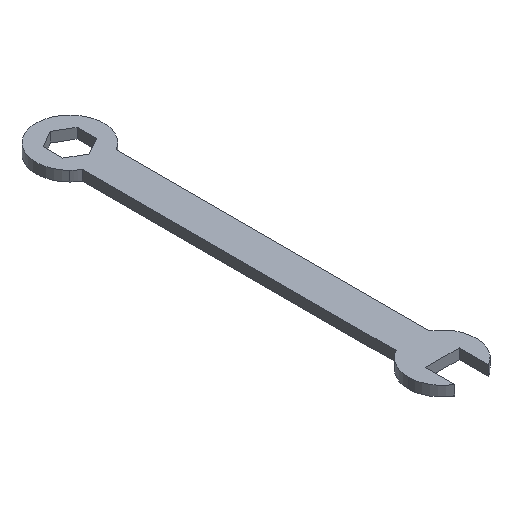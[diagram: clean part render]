
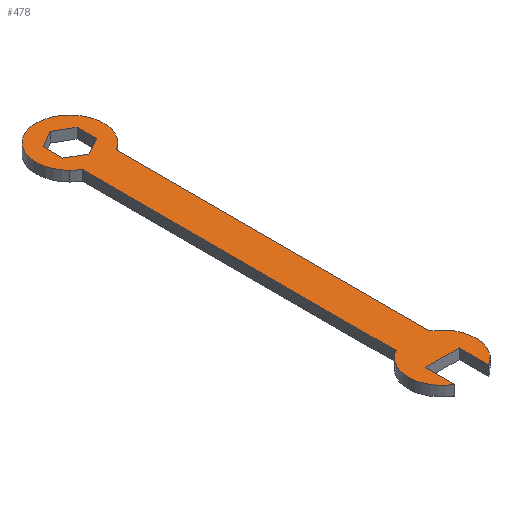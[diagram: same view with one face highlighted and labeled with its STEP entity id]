
A CAD part, isometric view. The second image highlights one B-rep face of the part: STEP entity #478.
In plain terms, the highlighted planar face has unit normal (0, 0, 1).
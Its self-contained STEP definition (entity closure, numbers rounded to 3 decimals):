
#11=CARTESIAN_POINT('POINT3',(7.5,-165.,0.));
#12=VERTEX_POINT('VERTEX3',#11);
#19=CARTESIAN_POINT('POINT4',(-7.5,-165.,0.));
#20=VERTEX_POINT('VERTEX4',#19);
#21=CARTESIAN_POINT('POS3',(3.75,-165.,0.));
#22=DIRECTION('DIR3',(1.,0.,0.));
#23=VECTOR('VEC3',#22,1.5);
#24=LINE('STRAIGHT3',#21,#23);
#25=EDGE_CURVE('EDGE3',#20,#12,#24,.T.);
#49=CARTESIAN_POINT('POINT6',(7.5,-177.99,0.))
   ;
#50=VERTEX_POINT('VERTEX6',#49);
#57=CARTESIAN_POINT('POS8',(7.5,-131.25,0.));
#58=DIRECTION('DIR9',(0.,-1.,0.));
#59=VECTOR('VEC7',#58,1.5);
#60=LINE('STRAIGHT7',#57,#59);
#61=EDGE_CURVE('EDGE7',#12,#50,#60,.T.);
#74=CARTESIAN_POINT('POINT8',(15.,-165.,0.));
#75=VERTEX_POINT('VERTEX8',#74);
#82=CARTESIAN_POINT('POS11',(0.,-165.,0.));
#83=DIRECTION('DIR13',(0.,0.,1.));
#84=DIRECTION('DIR14',(1.,0.,0.));
#85=AXIS2_PLACEMENT_3D('AXIS3',#82,#83,#84);
#86=CIRCLE('ELLIPSE1',#85,15.);
#87=EDGE_CURVE('EDGE9',#50,#75,#86,.T.);
#110=CARTESIAN_POINT('POINT10',(7.5,-152.01,0.
   ));
#111=VERTEX_POINT('VERTEX10',#110);
#118=EDGE_CURVE('EDGE13',#75,#111,#86,.T.);
#132=CARTESIAN_POINT('POINT12',(7.5,-12.99,0.
   ));
#133=VERTEX_POINT('VERTEX12',#132);
#140=CARTESIAN_POINT('POS17',(7.5,-82.5,0.));
#141=DIRECTION('DIR22',(0.,1.,0.));
#142=VECTOR('VEC12',#141,1.5);
#143=LINE('STRAIGHT12',#140,#142);
#144=EDGE_CURVE('EDGE16',#111,#133,#143,.T.);
#154=CARTESIAN_POINT('POINT13',(-15.,-165.,0.));
#155=VERTEX_POINT('VERTEX13',#154);
#164=CARTESIAN_POINT('POINT15',(-7.5,-152.01,
   0.));
#165=VERTEX_POINT('VERTEX15',#164);
#166=EDGE_CURVE('EDGE18',#165,#155,#86,.T.);
#186=CARTESIAN_POINT('POINT18',(-7.5,-177.99,
   0.));
#187=VERTEX_POINT('VERTEX18',#186);
#194=EDGE_CURVE('EDGE23',#155,#187,#86,.T.);
#206=CARTESIAN_POINT('POS23',(-7.5,-123.75,0.));
#207=DIRECTION('DIR29',(0.,1.,0.));
#208=VECTOR('VEC17',#207,1.5);
#209=LINE('STRAIGHT17',#206,#208);
#210=EDGE_CURVE('EDGE25',#187,#20,#209,.T.);
#231=CARTESIAN_POINT('POINT21',(7.5,-4.33,0.));
#232=VERTEX_POINT('VERTEX21',#231);
#239=CARTESIAN_POINT('POINT22',(7.5,4.33,0.));
#240=VERTEX_POINT('VERTEX22',#239);
#241=CARTESIAN_POINT('POS27',(7.5,-43.415,0.));
#242=DIRECTION('DIR34',(0.,-1.,0.));
#243=VECTOR('VEC20',#242,1.);
#244=LINE('STRAIGHT20',#241,#243);
#245=EDGE_CURVE('EDGE28',#240,#232,#244,.T.);
#269=CARTESIAN_POINT('POINT24',(0.,-8.66,0.));
#270=VERTEX_POINT('VERTEX24',#269);
#277=CARTESIAN_POINT('POS32',(-15.987,
   -17.89,0.));
#278=DIRECTION('DIR40',(-0.866,-0.5,
   0.));
#279=VECTOR('VEC24',#278,1.);
#280=LINE('STRAIGHT24',#277,#279);
#281=EDGE_CURVE('EDGE32',#232,#270,#280,.T.);
#300=CARTESIAN_POINT('POINT26',(-7.5,-4.33,0.));
#301=VERTEX_POINT('VERTEX26',#300);
#308=CARTESIAN_POINT('POS36',(12.237,
   -15.725,0.));
#309=DIRECTION('DIR45',(-0.866,0.5,
   0.));
#310=VECTOR('VEC27',#309,1.);
#311=LINE('STRAIGHT27',#308,#310);
#312=EDGE_CURVE('EDGE35',#270,#301,#311,.T.);
#331=CARTESIAN_POINT('POINT28',(-7.5,4.33,0.));
#332=VERTEX_POINT('VERTEX28',#331);
#339=CARTESIAN_POINT('POS40',(-7.5,-39.085,0.));
#340=DIRECTION('DIR50',(0.,1.,0.));
#341=VECTOR('VEC30',#340,1.);
#342=LINE('STRAIGHT30',#339,#341);
#343=EDGE_CURVE('EDGE38',#301,#332,#342,.T.);
#362=CARTESIAN_POINT('POINT30',(0.,8.66,0.));
#363=VERTEX_POINT('VERTEX30',#362);
#370=CARTESIAN_POINT('POS44',(-19.737,
   -2.735,0.));
#371=DIRECTION('DIR55',(0.866,0.5,
   0.));
#372=VECTOR('VEC33',#371,1.);
#373=LINE('STRAIGHT33',#370,#372);
#374=EDGE_CURVE('EDGE41',#332,#363,#373,.T.);
#392=CARTESIAN_POINT('POS47',(23.487,
   -4.9,0.));
#393=DIRECTION('DIR59',(0.866,-0.5,
   0.));
#394=VECTOR('VEC35',#393,1.);
#395=LINE('STRAIGHT35',#392,#394);
#396=EDGE_CURVE('EDGE43',#363,#240,#395,.T.);
#409=CARTESIAN_POINT('POINT32',(10.607,
   10.607,0.));
#410=VERTEX_POINT('VERTEX32',#409);
#417=CARTESIAN_POINT('POS50',(0.,0.,0.))
   ;
#418=DIRECTION('DIR63',(0.,0.,1.));
#419=DIRECTION('DIR64',(0.707,0.707,
   0.));
#420=AXIS2_PLACEMENT_3D('AXIS14',#417,#418,#419);
#421=CIRCLE('ELLIPSE3',#420,15.);
#422=EDGE_CURVE('EDGE45',#133,#410,#421,.T.);
#440=ORIENTED_EDGE('COEDGE61',*,*,#396,.T.);
#441=ORIENTED_EDGE('COEDGE62',*,*,#245,.T.);
#442=ORIENTED_EDGE('COEDGE63',*,*,#281,.T.);
#443=ORIENTED_EDGE('COEDGE64',*,*,#312,.T.);
#444=ORIENTED_EDGE('COEDGE65',*,*,#343,.T.);
#445=ORIENTED_EDGE('COEDGE66',*,*,#374,.T.);
#446=EDGE_LOOP('NONE',(#440,#441,#442,#443,#444,#445));
#447=FACE_BOUND('LOOP1',#446,.T.);
#448=ORIENTED_EDGE('COEDGE67',*,*,#210,.T.);
#449=ORIENTED_EDGE('COEDGE68',*,*,#25,.T.);
#450=ORIENTED_EDGE('COEDGE69',*,*,#61,.T.);
#451=ORIENTED_EDGE('COEDGE70',*,*,#87,.T.);
#452=ORIENTED_EDGE('COEDGE71',*,*,#118,.T.);
#453=ORIENTED_EDGE('COEDGE72',*,*,#144,.T.);
#454=ORIENTED_EDGE('COEDGE73',*,*,#422,.T.);
#455=CARTESIAN_POINT('POINT33',(-10.607,
   -10.607,0.));
#456=VERTEX_POINT('VERTEX33',#455);
#457=EDGE_CURVE('EDGE47',#410,#456,#421,.T.);
#458=ORIENTED_EDGE('COEDGE74',*,*,#457,.T.);
#459=CARTESIAN_POINT('POINT34',(-7.5,-12.99,
   0.));
#460=VERTEX_POINT('VERTEX34',#459);
#461=EDGE_CURVE('EDGE48',#456,#460,#421,.T.);
#462=ORIENTED_EDGE('COEDGE75',*,*,#461,.T.);
#463=CARTESIAN_POINT('POS53',(-7.5,-82.5,0.));
#464=DIRECTION('DIR69',(0.,-1.,0.));
#465=VECTOR('VEC37',#464,1.5);
#466=LINE('STRAIGHT37',#463,#465);
#467=EDGE_CURVE('EDGE49',#460,#165,#466,.T.);
#468=ORIENTED_EDGE('COEDGE76',*,*,#467,.T.);
#469=ORIENTED_EDGE('COEDGE77',*,*,#166,.T.);
#470=ORIENTED_EDGE('COEDGE78',*,*,#194,.T.);
#471=EDGE_LOOP('NONE',(#448,#449,#450,#451,#452,#453,#454,#458,#462,#468
   ,#469,#470));
#472=FACE_BOUND('LOOP1',#471,.T.);
#473=CARTESIAN_POINT('POS54',(0.,-82.5,0.)
   );
#474=DIRECTION('DIR70',(0.,0.,1.));
#475=DIRECTION('DIR71',(1.,0.,0.));
#476=AXIS2_PLACEMENT_3D('AXIS17',#473,#474,#475);
#477=PLANE('PLANE11',#476);
#478=ADVANCED_FACE('FACE16',(#447,#472),#477,.T.);
